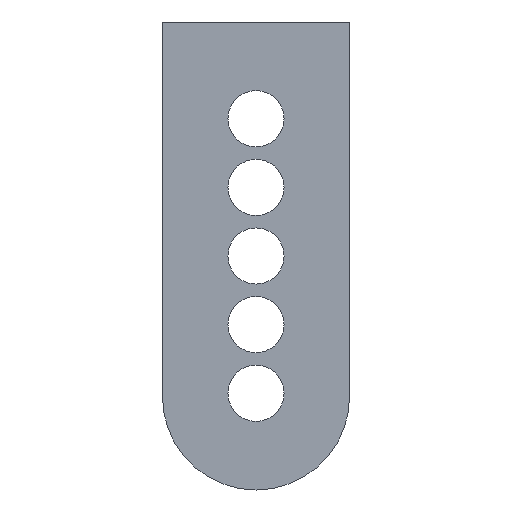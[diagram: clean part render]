
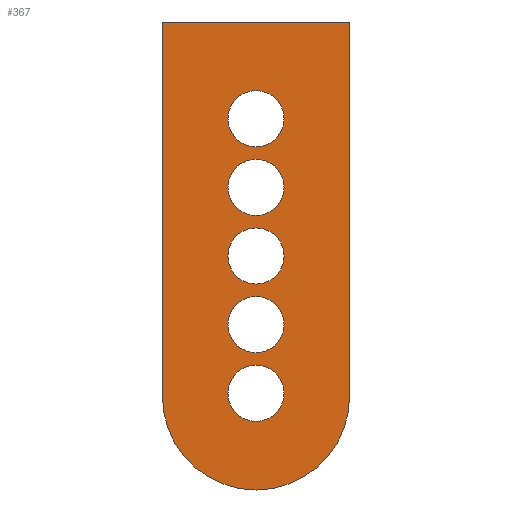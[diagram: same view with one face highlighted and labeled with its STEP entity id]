
A CAD part, front view. The second image highlights one B-rep face of the part: STEP entity #367.
In plain terms, the highlighted planar face has unit normal (0, -1, 0).
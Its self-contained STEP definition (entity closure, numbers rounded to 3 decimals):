
#3 = ORIENTED_EDGE ( 'NONE', *, *, #223, .T. ) ;
#5 = CIRCLE ( 'NONE', #375, 45. ) ;
#7 = EDGE_LOOP ( 'NONE', ( #635, #3 ) ) ;
#10 = EDGE_LOOP ( 'NONE', ( #80, #116 ) ) ;
#12 = CARTESIAN_POINT ( 'NONE',  ( 150., 0., -265. ) ) ;
#17 = EDGE_CURVE ( 'NONE', #57, #439, #473, .T. ) ;
#19 = ORIENTED_EDGE ( 'NONE', *, *, #17, .T. ) ;
#21 = FACE_BOUND ( 'NONE', #7, .T. ) ;
#27 = CIRCLE ( 'NONE', #342, 45. ) ;
#30 = VERTEX_POINT ( 'NONE', #103 ) ;
#33 = EDGE_CURVE ( 'NONE', #631, #30, #250, .T. ) ;
#36 = CARTESIAN_POINT ( 'NONE',  ( 150., 0., -485. ) ) ;
#38 = EDGE_CURVE ( 'NONE', #420, #558, #170, .T. ) ;
#50 = CARTESIAN_POINT ( 'NONE',  ( 150., 0., -595. ) ) ;
#51 = AXIS2_PLACEMENT_3D ( 'NONE', #338, #352, #98 ) ;
#57 = VERTEX_POINT ( 'NONE', #542 ) ;
#61 = CARTESIAN_POINT ( 'NONE',  ( 300., 0., -600. ) ) ;
#65 = VERTEX_POINT ( 'NONE', #148 ) ;
#76 = LINE ( 'NONE', #524, #94 ) ;
#79 = DIRECTION ( 'NONE',  ( 0., 1., 0. ) ) ;
#80 = ORIENTED_EDGE ( 'NONE', *, *, #33, .T. ) ;
#84 = CARTESIAN_POINT ( 'NONE',  ( 150., 0., -530. ) ) ;
#92 = DIRECTION ( 'NONE',  ( 0., 1., 0. ) ) ;
#94 = VECTOR ( 'NONE', #137, 1000. ) ;
#95 = DIRECTION ( 'NONE',  ( 0., 1., 0. ) ) ;
#96 = ORIENTED_EDGE ( 'NONE', *, *, #247, .F. ) ;
#98 = DIRECTION ( 'NONE',  ( 0., 0., 1. ) ) ;
#103 = CARTESIAN_POINT ( 'NONE',  ( 150., 0., -110. ) ) ;
#105 = DIRECTION ( 'NONE',  ( 0., 0., 1. ) ) ;
#106 = CARTESIAN_POINT ( 'NONE',  ( 150., 0., -155. ) ) ;
#108 = VERTEX_POINT ( 'NONE', #548 ) ;
#111 = CARTESIAN_POINT ( 'NONE',  ( 150., 0., -265. ) ) ;
#115 = DIRECTION ( 'NONE',  ( 0., 0., 1. ) ) ;
#116 = ORIENTED_EDGE ( 'NONE', *, *, #268, .T. ) ;
#122 = AXIS2_PLACEMENT_3D ( 'NONE', #604, #171, #259 ) ;
#126 = EDGE_LOOP ( 'NONE', ( #569, #19 ) ) ;
#127 = CIRCLE ( 'NONE', #354, 45. ) ;
#137 = DIRECTION ( 'NONE',  ( 0., 0., 1. ) ) ;
#138 = VECTOR ( 'NONE', #231, 1000. ) ;
#142 = DIRECTION ( 'NONE',  ( 0., 0., 1. ) ) ;
#148 = CARTESIAN_POINT ( 'NONE',  ( 150., 0., -220. ) ) ;
#152 = CIRCLE ( 'NONE', #515, 45. ) ;
#155 = ORIENTED_EDGE ( 'NONE', *, *, #344, .F. ) ;
#166 = VERTEX_POINT ( 'NONE', #599 ) ;
#170 = CIRCLE ( 'NONE', #51, 45. ) ;
#171 = DIRECTION ( 'NONE',  ( 0., 1., 0. ) ) ;
#185 = EDGE_CURVE ( 'NONE', #166, #65, #486, .T. ) ;
#194 = AXIS2_PLACEMENT_3D ( 'NONE', #50, #396, #246 ) ;
#197 = EDGE_LOOP ( 'NONE', ( #96, #155, #623, #512, #516 ) ) ;
#198 = DIRECTION ( 'NONE',  ( 0., 0., 1. ) ) ;
#199 = VERTEX_POINT ( 'NONE', #61 ) ;
#222 = ORIENTED_EDGE ( 'NONE', *, *, #455, .T. ) ;
#223 = EDGE_CURVE ( 'NONE', #558, #420, #401, .T. ) ;
#230 = AXIS2_PLACEMENT_3D ( 'NONE', #397, #92, #198 ) ;
#231 = DIRECTION ( 'NONE',  ( 0., 0., -1. ) ) ;
#236 = DIRECTION ( 'NONE',  ( 0., 0., 1. ) ) ;
#237 = VERTEX_POINT ( 'NONE', #356 ) ;
#242 = DIRECTION ( 'NONE',  ( 0., 0., 1. ) ) ;
#246 = DIRECTION ( 'NONE',  ( 0., 0., 1. ) ) ;
#247 = EDGE_CURVE ( 'NONE', #108, #534, #644, .T. ) ;
#250 = CIRCLE ( 'NONE', #450, 45. ) ;
#259 = DIRECTION ( 'NONE',  ( 0., 0., 1. ) ) ;
#260 = VERTEX_POINT ( 'NONE', #320 ) ;
#265 = AXIS2_PLACEMENT_3D ( 'NONE', #619, #79, #236 ) ;
#266 = CARTESIAN_POINT ( 'NONE',  ( 150., 0., -750. ) ) ;
#267 = DIRECTION ( 'NONE',  ( 0., 1., 0. ) ) ;
#268 = EDGE_CURVE ( 'NONE', #30, #631, #152, .T. ) ;
#275 = FACE_BOUND ( 'NONE', #626, .T. ) ;
#276 = ORIENTED_EDGE ( 'NONE', *, *, #507, .T. ) ;
#282 = CARTESIAN_POINT ( 'NONE',  ( 150., 0., -595. ) ) ;
#285 = DIRECTION ( 'NONE',  ( 0., 0., 1. ) ) ;
#289 = AXIS2_PLACEMENT_3D ( 'NONE', #111, #267, #115 ) ;
#290 = CARTESIAN_POINT ( 'NONE',  ( 150., 0., -330. ) ) ;
#296 = DIRECTION ( 'NONE',  ( 0., 0., 1. ) ) ;
#306 = DIRECTION ( 'NONE',  ( 0., 0., 1. ) ) ;
#308 = CARTESIAN_POINT ( 'NONE',  ( 150., 0., -200. ) ) ;
#311 = CIRCLE ( 'NONE', #230, 150. ) ;
#314 = ORIENTED_EDGE ( 'NONE', *, *, #606, .T. ) ;
#320 = CARTESIAN_POINT ( 'NONE',  ( 150., 0., -440. ) ) ;
#326 = DIRECTION ( 'NONE',  ( 0., 1., 0. ) ) ;
#327 = EDGE_LOOP ( 'NONE', ( #222, #276 ) ) ;
#329 = VERTEX_POINT ( 'NONE', #84 ) ;
#334 = DIRECTION ( 'NONE',  ( 0., 0., 1. ) ) ;
#338 = CARTESIAN_POINT ( 'NONE',  ( 150., 0., -375. ) ) ;
#341 = EDGE_CURVE ( 'NONE', #439, #57, #5, .T. ) ;
#342 = AXIS2_PLACEMENT_3D ( 'NONE', #544, #95, #296 ) ;
#344 = EDGE_CURVE ( 'NONE', #237, #108, #76, .T. ) ;
#351 = CARTESIAN_POINT ( 'NONE',  ( 300., 0., 0. ) ) ;
#352 = DIRECTION ( 'NONE',  ( 0., 1., 0. ) ) ;
#354 = AXIS2_PLACEMENT_3D ( 'NONE', #36, #588, #242 ) ;
#356 = CARTESIAN_POINT ( 'NONE',  ( 0., 0., -600. ) ) ;
#362 = EDGE_CURVE ( 'NONE', #199, #602, #461, .T. ) ;
#367 = ADVANCED_FACE ( 'NONE', ( #483, #575, #611, #275, #431, #21 ), #614, .F. ) ;
#375 = AXIS2_PLACEMENT_3D ( 'NONE', #282, #326, #285 ) ;
#381 = EDGE_CURVE ( 'NONE', #534, #199, #621, .T. ) ;
#383 = CIRCLE ( 'NONE', #500, 45. ) ;
#396 = DIRECTION ( 'NONE',  ( 0., 1., 0. ) ) ;
#397 = CARTESIAN_POINT ( 'NONE',  ( 150., 0., -600. ) ) ;
#398 = CARTESIAN_POINT ( 'NONE',  ( 150., 0., -155. ) ) ;
#401 = CIRCLE ( 'NONE', #122, 45. ) ;
#420 = VERTEX_POINT ( 'NONE', #568 ) ;
#431 = FACE_BOUND ( 'NONE', #327, .T. ) ;
#433 = VECTOR ( 'NONE', #554, 1000. ) ;
#439 = VERTEX_POINT ( 'NONE', #487 ) ;
#450 = AXIS2_PLACEMENT_3D ( 'NONE', #398, #490, #142 ) ;
#455 = EDGE_CURVE ( 'NONE', #329, #260, #127, .T. ) ;
#460 = EDGE_CURVE ( 'NONE', #602, #237, #311, .T. ) ;
#461 = CIRCLE ( 'NONE', #543, 150. ) ;
#473 = CIRCLE ( 'NONE', #194, 45. ) ;
#474 = CARTESIAN_POINT ( 'NONE',  ( 150., 0., -600. ) ) ;
#480 = DIRECTION ( 'NONE',  ( 0., 1., 0. ) ) ;
#483 = FACE_OUTER_BOUND ( 'NONE', #197, .T. ) ;
#486 = CIRCLE ( 'NONE', #289, 45. ) ;
#487 = CARTESIAN_POINT ( 'NONE',  ( 150., 0., -640. ) ) ;
#490 = DIRECTION ( 'NONE',  ( 0., 1., 0. ) ) ;
#500 = AXIS2_PLACEMENT_3D ( 'NONE', #12, #501, #105 ) ;
#501 = DIRECTION ( 'NONE',  ( 0., 1., 0. ) ) ;
#507 = EDGE_CURVE ( 'NONE', #260, #329, #27, .T. ) ;
#512 = ORIENTED_EDGE ( 'NONE', *, *, #362, .F. ) ;
#515 = AXIS2_PLACEMENT_3D ( 'NONE', #106, #518, #306 ) ;
#516 = ORIENTED_EDGE ( 'NONE', *, *, #381, .F. ) ;
#518 = DIRECTION ( 'NONE',  ( 0., 1., 0. ) ) ;
#524 = CARTESIAN_POINT ( 'NONE',  ( 0., 0., 0. ) ) ;
#534 = VERTEX_POINT ( 'NONE', #351 ) ;
#535 = CARTESIAN_POINT ( 'NONE',  ( 300., 0., 0. ) ) ;
#542 = CARTESIAN_POINT ( 'NONE',  ( 150., 0., -550. ) ) ;
#543 = AXIS2_PLACEMENT_3D ( 'NONE', #474, #480, #334 ) ;
#544 = CARTESIAN_POINT ( 'NONE',  ( 150., 0., -485. ) ) ;
#548 = CARTESIAN_POINT ( 'NONE',  ( 0., 0., 0. ) ) ;
#554 = DIRECTION ( 'NONE',  ( 1., 0., 0. ) ) ;
#558 = VERTEX_POINT ( 'NONE', #290 ) ;
#564 = CARTESIAN_POINT ( 'NONE',  ( 0., 0., 0. ) ) ;
#565 = ORIENTED_EDGE ( 'NONE', *, *, #185, .T. ) ;
#568 = CARTESIAN_POINT ( 'NONE',  ( 150., 0., -420. ) ) ;
#569 = ORIENTED_EDGE ( 'NONE', *, *, #341, .T. ) ;
#575 = FACE_BOUND ( 'NONE', #126, .T. ) ;
#588 = DIRECTION ( 'NONE',  ( 0., 1., 0. ) ) ;
#599 = CARTESIAN_POINT ( 'NONE',  ( 150., 0., -310. ) ) ;
#602 = VERTEX_POINT ( 'NONE', #266 ) ;
#604 = CARTESIAN_POINT ( 'NONE',  ( 150., 0., -375. ) ) ;
#606 = EDGE_CURVE ( 'NONE', #65, #166, #383, .T. ) ;
#611 = FACE_BOUND ( 'NONE', #10, .T. ) ;
#614 = PLANE ( 'NONE',  #265 ) ;
#619 = CARTESIAN_POINT ( 'NONE',  ( 150., 0., -600. ) ) ;
#621 = LINE ( 'NONE', #535, #138 ) ;
#623 = ORIENTED_EDGE ( 'NONE', *, *, #460, .F. ) ;
#626 = EDGE_LOOP ( 'NONE', ( #565, #314 ) ) ;
#631 = VERTEX_POINT ( 'NONE', #308 ) ;
#635 = ORIENTED_EDGE ( 'NONE', *, *, #38, .T. ) ;
#644 = LINE ( 'NONE', #564, #433 ) ;
